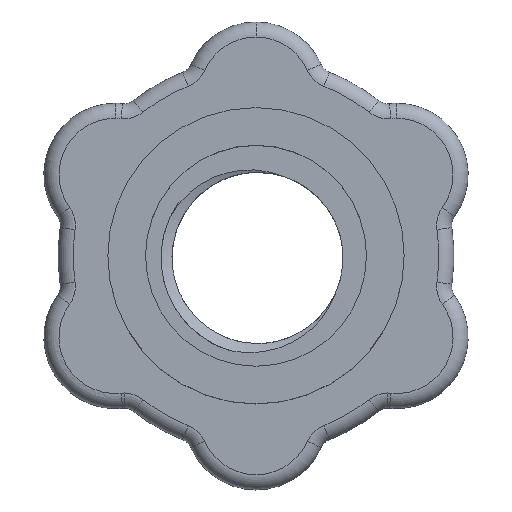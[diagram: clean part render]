
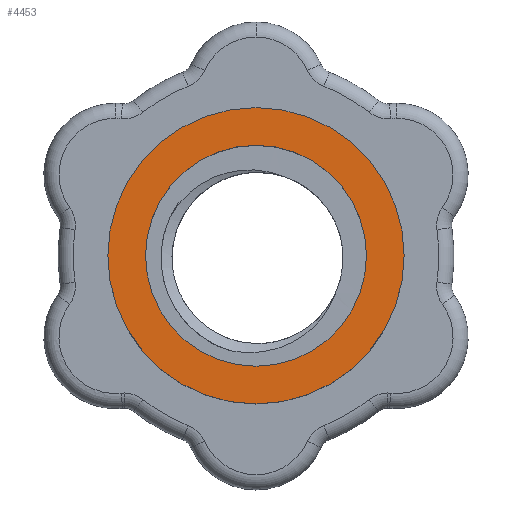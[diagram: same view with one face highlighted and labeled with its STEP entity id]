
A CAD part, top view. The second image highlights one B-rep face of the part: STEP entity #4453.
In plain terms, the highlighted face is planar.
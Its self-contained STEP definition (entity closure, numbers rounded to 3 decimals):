
#82 = DIRECTION ( 'NONE',  ( 0., 1., 0. ) ) ;
#172 = DIRECTION ( 'NONE',  ( -1., 0., 0. ) ) ;
#182 = AXIS2_PLACEMENT_3D ( 'NONE', #3799, #4345, #425 ) ;
#287 = VERTEX_POINT ( 'NONE', #1763 ) ;
#314 = DIRECTION ( 'NONE',  ( 0., 1., 0. ) ) ;
#333 = EDGE_CURVE ( 'NONE', #287, #1413, #2839, .T. ) ;
#425 = DIRECTION ( 'NONE',  ( -1., 0., 0. ) ) ;
#494 = PLANE ( 'NONE',  #5946 ) ;
#645 = ORIENTED_EDGE ( 'NONE', *, *, #333, .T. ) ;
#1030 = CARTESIAN_POINT ( 'NONE',  ( -5.137, -18.5, 0.554 ) ) ;
#1105 = ORIENTED_EDGE ( 'NONE', *, *, #4214, .T. ) ;
#1413 = VERTEX_POINT ( 'NONE', #4371 ) ;
#1590 = DIRECTION ( 'NONE',  ( -1., 0., 0. ) ) ;
#1629 = CIRCLE ( 'NONE', #2793, 7.318 ) ;
#1694 = FACE_BOUND ( 'NONE', #1760, .T. ) ;
#1760 = EDGE_LOOP ( 'NONE', ( #2392, #5929 ) ) ;
#1763 = CARTESIAN_POINT ( 'NONE',  ( 4.681, -18.5, 0.554 ) ) ;
#1827 = AXIS2_PLACEMENT_3D ( 'NONE', #1030, #82, #4933 ) ;
#2083 = CARTESIAN_POINT ( 'NONE',  ( -5.137, -18.5, 0.554 ) ) ;
#2116 = CARTESIAN_POINT ( 'NONE',  ( 2.181, -18.5, 0.554 ) ) ;
#2392 = ORIENTED_EDGE ( 'NONE', *, *, #2582, .F. ) ;
#2432 = AXIS2_PLACEMENT_3D ( 'NONE', #4673, #314, #5680 ) ;
#2568 = DIRECTION ( 'NONE',  ( 0., 1., 0. ) ) ;
#2582 = EDGE_CURVE ( 'NONE', #4856, #5724, #1629, .T. ) ;
#2658 = CARTESIAN_POINT ( 'NONE',  ( -12.455, -18.5, 0.554 ) ) ;
#2793 = AXIS2_PLACEMENT_3D ( 'NONE', #2083, #2568, #172 ) ;
#2839 = CIRCLE ( 'NONE', #182, 9.818 ) ;
#3347 = EDGE_CURVE ( 'NONE', #5724, #4856, #5683, .T. ) ;
#3799 = CARTESIAN_POINT ( 'NONE',  ( -5.137, -18.5, 0.554 ) ) ;
#4214 = EDGE_CURVE ( 'NONE', #1413, #287, #5125, .T. ) ;
#4345 = DIRECTION ( 'NONE',  ( 0., 1., 0. ) ) ;
#4371 = CARTESIAN_POINT ( 'NONE',  ( -14.955, -18.5, 0.554 ) ) ;
#4452 = DIRECTION ( 'NONE',  ( 0., 1., 0. ) ) ;
#4453 = ADVANCED_FACE ( 'NONE', ( #4748, #1694 ), #494, .T. ) ;
#4673 = CARTESIAN_POINT ( 'NONE',  ( -5.137, -18.5, 0.554 ) ) ;
#4748 = FACE_OUTER_BOUND ( 'NONE', #5612, .T. ) ;
#4831 = CARTESIAN_POINT ( 'NONE',  ( -5.137, -18.5, 0.554 ) ) ;
#4856 = VERTEX_POINT ( 'NONE', #2116 ) ;
#4933 = DIRECTION ( 'NONE',  ( -1., 0., 0. ) ) ;
#5125 = CIRCLE ( 'NONE', #2432, 9.818 ) ;
#5612 = EDGE_LOOP ( 'NONE', ( #645, #1105 ) ) ;
#5680 = DIRECTION ( 'NONE',  ( -1., 0., 0. ) ) ;
#5683 = CIRCLE ( 'NONE', #1827, 7.318 ) ;
#5724 = VERTEX_POINT ( 'NONE', #2658 ) ;
#5929 = ORIENTED_EDGE ( 'NONE', *, *, #3347, .F. ) ;
#5946 = AXIS2_PLACEMENT_3D ( 'NONE', #4831, #4452, #1590 ) ;
